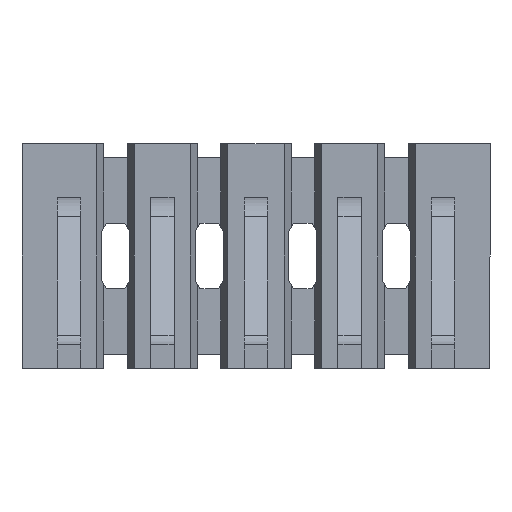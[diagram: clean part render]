
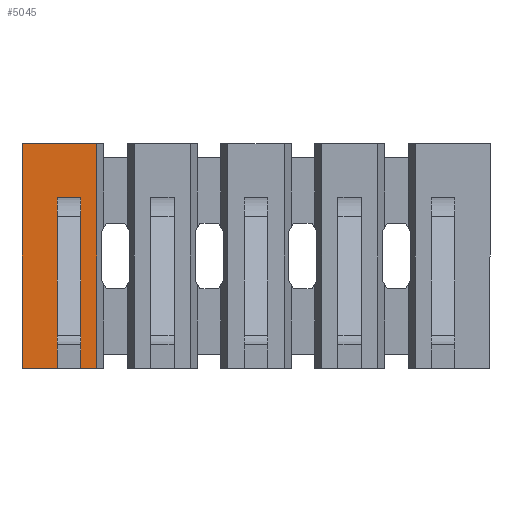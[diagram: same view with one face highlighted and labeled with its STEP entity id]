
A CAD part, front view. The second image highlights one B-rep face of the part: STEP entity #5045.
In plain terms, the highlighted face is planar.
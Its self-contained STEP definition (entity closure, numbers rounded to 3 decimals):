
#594 = VERTEX_POINT('',#595);
#595 = CARTESIAN_POINT('',(6.35,3.048,-1.27));
#601 = EDGE_CURVE('',#594,#602,#604,.T.);
#602 = VERTEX_POINT('',#603);
#603 = CARTESIAN_POINT('',(4.318,3.048,-1.27));
#604 = LINE('',#605,#606);
#605 = CARTESIAN_POINT('',(6.35,3.048,-1.27));
#606 = VECTOR('',#607,1.);
#607 = DIRECTION('',(-1.,0.,0.));
#2354 = VERTEX_POINT('',#2355);
#2355 = CARTESIAN_POINT('',(4.318,-3.048,-1.27));
#2361 = EDGE_CURVE('',#2354,#2362,#2364,.T.);
#2362 = VERTEX_POINT('',#2363);
#2363 = CARTESIAN_POINT('',(6.35,-3.048,-1.27));
#2364 = LINE('',#2365,#2366);
#2365 = CARTESIAN_POINT('',(-6.35,-3.048,-1.27));
#2366 = VECTOR('',#2367,1.);
#2367 = DIRECTION('',(1.,0.,0.));
#5045 = ADVANCED_FACE('',(#5046,#5080,#5114),#5130,.F.);
#5046 = FACE_BOUND('',#5047,.T.);
#5047 = EDGE_LOOP('',(#5048,#5058,#5066,#5074));
#5048 = ORIENTED_EDGE('',*,*,#5049,.T.);
#5049 = EDGE_CURVE('',#5050,#5052,#5054,.T.);
#5050 = VERTEX_POINT('',#5051);
#5051 = CARTESIAN_POINT('',(5.398,-0.953,-1.27));
#5052 = VERTEX_POINT('',#5053);
#5053 = CARTESIAN_POINT('',(4.763,-0.953,-1.27));
#5054 = LINE('',#5055,#5056);
#5055 = CARTESIAN_POINT('',(5.398,-0.953,-1.27));
#5056 = VECTOR('',#5057,1.);
#5057 = DIRECTION('',(-1.,0.,0.));
#5058 = ORIENTED_EDGE('',*,*,#5059,.T.);
#5059 = EDGE_CURVE('',#5052,#5060,#5062,.T.);
#5060 = VERTEX_POINT('',#5061);
#5061 = CARTESIAN_POINT('',(4.763,-1.588,-1.27));
#5062 = LINE('',#5063,#5064);
#5063 = CARTESIAN_POINT('',(4.763,-0.953,-1.27));
#5064 = VECTOR('',#5065,1.);
#5065 = DIRECTION('',(0.,-1.,0.));
#5066 = ORIENTED_EDGE('',*,*,#5067,.T.);
#5067 = EDGE_CURVE('',#5060,#5068,#5070,.T.);
#5068 = VERTEX_POINT('',#5069);
#5069 = CARTESIAN_POINT('',(5.398,-1.588,-1.27));
#5070 = LINE('',#5071,#5072);
#5071 = CARTESIAN_POINT('',(4.763,-1.588,-1.27));
#5072 = VECTOR('',#5073,1.);
#5073 = DIRECTION('',(1.,0.,0.));
#5074 = ORIENTED_EDGE('',*,*,#5075,.T.);
#5075 = EDGE_CURVE('',#5068,#5050,#5076,.T.);
#5076 = LINE('',#5077,#5078);
#5077 = CARTESIAN_POINT('',(5.398,-1.588,-1.27));
#5078 = VECTOR('',#5079,1.);
#5079 = DIRECTION('',(0.,1.,0.));
#5080 = FACE_BOUND('',#5081,.T.);
#5081 = EDGE_LOOP('',(#5082,#5092,#5100,#5108));
#5082 = ORIENTED_EDGE('',*,*,#5083,.T.);
#5083 = EDGE_CURVE('',#5084,#5086,#5088,.T.);
#5084 = VERTEX_POINT('',#5085);
#5085 = CARTESIAN_POINT('',(5.398,1.588,-1.27));
#5086 = VERTEX_POINT('',#5087);
#5087 = CARTESIAN_POINT('',(4.763,1.588,-1.27));
#5088 = LINE('',#5089,#5090);
#5089 = CARTESIAN_POINT('',(5.398,1.588,-1.27));
#5090 = VECTOR('',#5091,1.);
#5091 = DIRECTION('',(-1.,0.,0.));
#5092 = ORIENTED_EDGE('',*,*,#5093,.T.);
#5093 = EDGE_CURVE('',#5086,#5094,#5096,.T.);
#5094 = VERTEX_POINT('',#5095);
#5095 = CARTESIAN_POINT('',(4.763,0.953,-1.27));
#5096 = LINE('',#5097,#5098);
#5097 = CARTESIAN_POINT('',(4.763,1.588,-1.27));
#5098 = VECTOR('',#5099,1.);
#5099 = DIRECTION('',(0.,-1.,0.));
#5100 = ORIENTED_EDGE('',*,*,#5101,.T.);
#5101 = EDGE_CURVE('',#5094,#5102,#5104,.T.);
#5102 = VERTEX_POINT('',#5103);
#5103 = CARTESIAN_POINT('',(5.398,0.953,-1.27));
#5104 = LINE('',#5105,#5106);
#5105 = CARTESIAN_POINT('',(4.763,0.953,-1.27));
#5106 = VECTOR('',#5107,1.);
#5107 = DIRECTION('',(1.,0.,0.));
#5108 = ORIENTED_EDGE('',*,*,#5109,.T.);
#5109 = EDGE_CURVE('',#5102,#5084,#5110,.T.);
#5110 = LINE('',#5111,#5112);
#5111 = CARTESIAN_POINT('',(5.398,0.953,-1.27));
#5112 = VECTOR('',#5113,1.);
#5113 = DIRECTION('',(0.,1.,0.));
#5114 = FACE_BOUND('',#5115,.T.);
#5115 = EDGE_LOOP('',(#5116,#5122,#5123,#5129));
#5116 = ORIENTED_EDGE('',*,*,#5117,.F.);
#5117 = EDGE_CURVE('',#602,#2354,#5118,.T.);
#5118 = LINE('',#5119,#5120);
#5119 = CARTESIAN_POINT('',(4.318,0.,-1.27));
#5120 = VECTOR('',#5121,1.);
#5121 = DIRECTION('',(0.,-1.,0.));
#5122 = ORIENTED_EDGE('',*,*,#601,.F.);
#5123 = ORIENTED_EDGE('',*,*,#5124,.F.);
#5124 = EDGE_CURVE('',#2362,#594,#5125,.T.);
#5125 = LINE('',#5126,#5127);
#5126 = CARTESIAN_POINT('',(6.35,-3.048,-1.27));
#5127 = VECTOR('',#5128,1.);
#5128 = DIRECTION('',(0.,1.,0.));
#5129 = ORIENTED_EDGE('',*,*,#2361,.F.);
#5130 = PLANE('',#5131);
#5131 = AXIS2_PLACEMENT_3D('',#5132,#5133,#5134);
#5132 = CARTESIAN_POINT('',(0.,0.,-1.27));
#5133 = DIRECTION('',(0.,0.,1.));
#5134 = DIRECTION('',(1.,0.,-0.));
